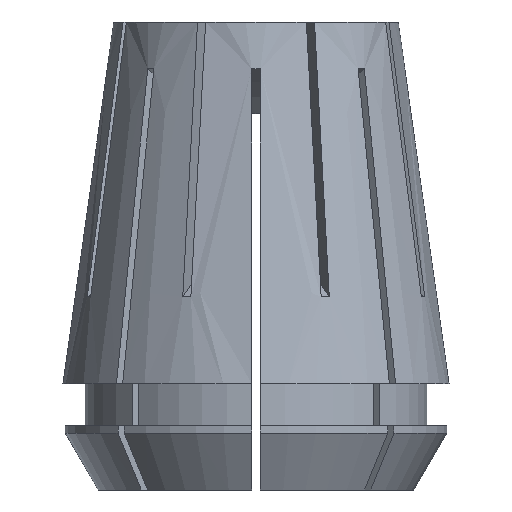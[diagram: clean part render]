
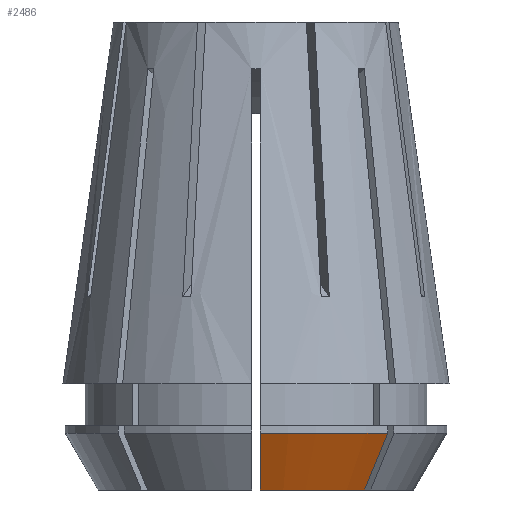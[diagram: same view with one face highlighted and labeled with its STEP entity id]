
A CAD part, front view. The second image highlights one B-rep face of the part: STEP entity #2486.
In plain terms, the highlighted conical face has half-angle 30 degrees and reference radius 13.5 mm.
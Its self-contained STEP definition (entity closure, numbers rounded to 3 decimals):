
#309 = CARTESIAN_POINT ( 'NONE',  ( 0.375, -15.277, -36.913 ) ) ;
#410 = DIRECTION ( 'NONE',  ( 0., 0., 1. ) ) ;
#442 = DIRECTION ( 'NONE',  ( 0., 0., 1. ) ) ;
#917 = AXIS2_PLACEMENT_3D ( 'NONE', #2269, #442, #2578 ) ;
#1027 = CIRCLE ( 'NONE', #917, 16.3 ) ;
#1203 = CARTESIAN_POINT ( 'NONE',  ( 0.375, -16.296, -35.15 ) ) ;
#1421 = EDGE_CURVE ( 'NONE', #2909, #3143, #3429, .T. ) ;
#1461 = EDGE_CURVE ( 'NONE', #3250, #1878, #2213, .T. ) ;
#1727 = ORIENTED_EDGE ( 'NONE', *, *, #2692, .T. ) ;
#1785 = DIRECTION ( 'NONE',  ( 0., 0., 1. ) ) ;
#1794 = CARTESIAN_POINT ( 'NONE',  ( 0., 0., -40. ) ) ;
#1825 = CARTESIAN_POINT ( 'NONE',  ( 0.375, -13.919, -39.265 ) ) ;
#1878 = VERTEX_POINT ( 'NONE', #3526 ) ;
#1971 = CONICAL_SURFACE ( 'NONE', #2564, 13.5, 0.524 ) ;
#2094 = CARTESIAN_POINT ( 'NONE',  ( 0.375, -14.768, -37.795 ) ) ;
#2213 = B_SPLINE_CURVE_WITH_KNOTS ( 'NONE', 3,
 ( #2430, #1825, #3004, #2094, #309, #3587, #1203 ),
 .UNSPECIFIED., .F., .F.,
 ( 4, 3, 4 ),
 ( 0.017, 0.02, 0.023 ),
 .UNSPECIFIED. ) ;
#2269 = CARTESIAN_POINT ( 'NONE',  ( 0., 0., -35.15 ) ) ;
#2430 = CARTESIAN_POINT ( 'NONE',  ( 0.375, -13.495, -40. ) ) ;
#2431 = FACE_OUTER_BOUND ( 'NONE', #3565, .T. ) ;
#2486 = ADVANCED_FACE ( 'NONE', ( #2431 ), #1971, .T. ) ;
#2505 = CARTESIAN_POINT ( 'NONE',  ( 11.258, -11.788, -35.15 ) ) ;
#2533 = DIRECTION ( 'NONE',  ( 1., 0., 0. ) ) ;
#2552 = EDGE_CURVE ( 'NONE', #1878, #3143, #1027, .T. ) ;
#2564 = AXIS2_PLACEMENT_3D ( 'NONE', #1794, #1785, #2663 ) ;
#2578 = DIRECTION ( 'NONE',  ( 1., 0., 0. ) ) ;
#2663 = DIRECTION ( 'NONE',  ( 1., 0., 0. ) ) ;
#2692 = EDGE_CURVE ( 'NONE', #3250, #2909, #3638, .T. ) ;
#2909 = VERTEX_POINT ( 'NONE', #3595 ) ;
#2932 = CARTESIAN_POINT ( 'NONE',  ( 9.937, -10.468, -38.383 ) ) ;
#2978 = CARTESIAN_POINT ( 'NONE',  ( 10.597, -11.128, -36.767 ) ) ;
#3004 = CARTESIAN_POINT ( 'NONE',  ( 0.375, -14.344, -38.53 ) ) ;
#3005 = AXIS2_PLACEMENT_3D ( 'NONE', #3730, #410, #2533 ) ;
#3143 = VERTEX_POINT ( 'NONE', #2505 ) ;
#3192 = ORIENTED_EDGE ( 'NONE', *, *, #1461, .F. ) ;
#3204 = CARTESIAN_POINT ( 'NONE',  ( 0.375, -13.495, -40. ) ) ;
#3234 = CARTESIAN_POINT ( 'NONE',  ( 9.277, -9.807, -40. ) ) ;
#3250 = VERTEX_POINT ( 'NONE', #3204 ) ;
#3306 = ORIENTED_EDGE ( 'NONE', *, *, #2552, .F. ) ;
#3429 = B_SPLINE_CURVE_WITH_KNOTS ( 'NONE', 3,
 ( #3234, #2932, #2978, #3833 ),
 .UNSPECIFIED., .F., .F.,
 ( 4, 4 ),
 ( 0., 0.006 ),
 .UNSPECIFIED. ) ;
#3465 = ORIENTED_EDGE ( 'NONE', *, *, #1421, .T. ) ;
#3526 = CARTESIAN_POINT ( 'NONE',  ( 0.375, -16.296, -35.15 ) ) ;
#3565 = EDGE_LOOP ( 'NONE', ( #1727, #3465, #3306, #3192 ) ) ;
#3587 = CARTESIAN_POINT ( 'NONE',  ( 0.375, -15.787, -36.032 ) ) ;
#3595 = CARTESIAN_POINT ( 'NONE',  ( 9.277, -9.807, -40. ) ) ;
#3638 = CIRCLE ( 'NONE', #3005, 13.5 ) ;
#3730 = CARTESIAN_POINT ( 'NONE',  ( 0., 0., -40. ) ) ;
#3833 = CARTESIAN_POINT ( 'NONE',  ( 11.258, -11.788, -35.15 ) ) ;
